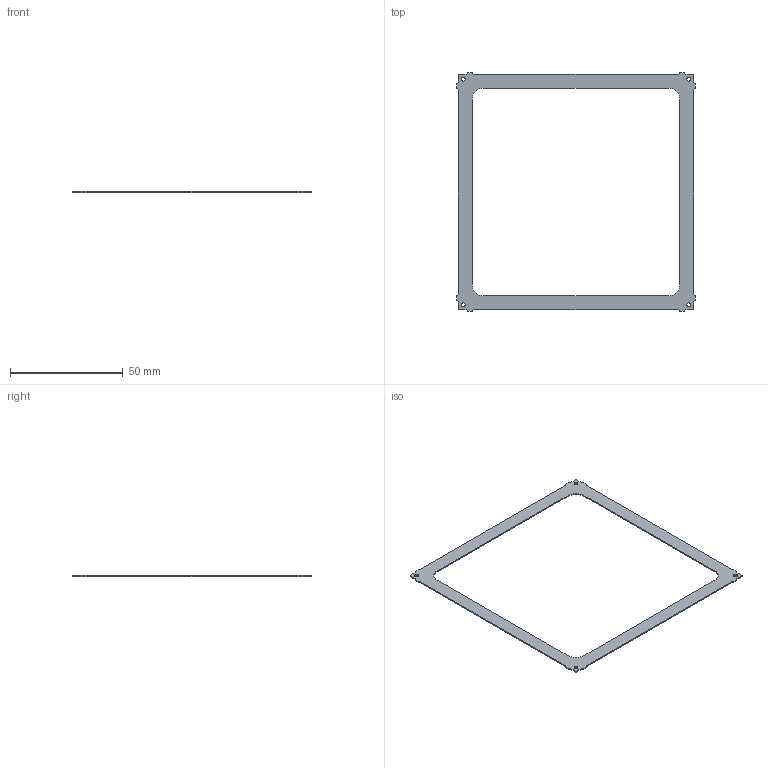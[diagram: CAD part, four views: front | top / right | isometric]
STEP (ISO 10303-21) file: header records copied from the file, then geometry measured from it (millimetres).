
FILE_DESCRIPTION(('KiCad electronic assembly'),'2;1');
FILE_NAME('FP-XY-3D.step','2026-01-14T11:12:26',('Pcbnew'),('Kicad'), 'Open CASCADE STEP processor 7.8','KiCad to STEP converter','Unknown' );
FILE_SCHEMA(('AUTOMOTIVE_DESIGN { 1 0 10303 214 1 1 1 1 }'));
Length unit declared in the file: millimetre
Products named in the file (2): FP-XY-3D 1; kibot_kqdqy3_v_PCB
Assembly tree (1 placements, depth 2):
  FP-XY-3D 1
    kibot_kqdqy3_v_PCB
Bounding box: 105.6 x 105.6 x 0.51 mm (x, y, z)
Volume: 1243.9 mm3; surface area: 5287.1 mm2
Topology: 1 solids, 1 shells, 86 faces, 252 edges, 168 vertices
Faces by surface type: cylinder 43, plane 43
Full cylindrical faces by diameter (mm): 1.75 x4
Entity records: 2939 total; most frequent: DIRECTION 514, CARTESIAN_POINT 508, ORIENTED_EDGE 504, EDGE_CURVE 252, AXIS2_PLACEMENT_3D 174, VERTEX_POINT 168, LINE 166, VECTOR 166
